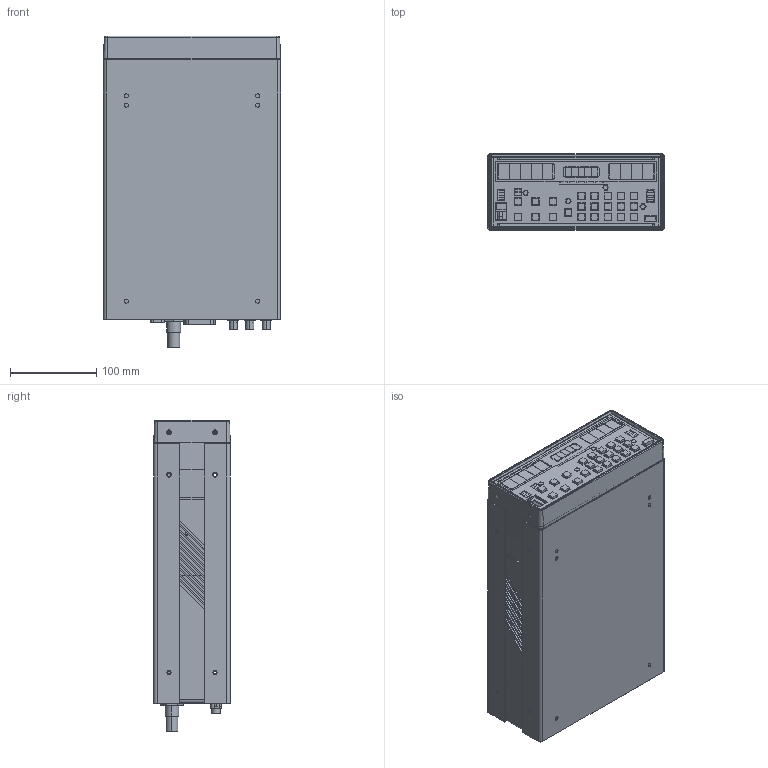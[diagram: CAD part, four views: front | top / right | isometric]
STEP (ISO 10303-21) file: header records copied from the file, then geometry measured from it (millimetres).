
FILE_DESCRIPTION((''),'2;1');
FILE_NAME('TOP_LEVEL_KEITHLEY_10KV_ASM','2024-12-12T12:09:57',('gaw'),(''),'CREO PARAMETRIC BY PTC INC, 2024133','CREO PARAMETRIC BY PTC INC, 2024133','');
FILE_SCHEMA(('CONFIG_CONTROL_DESIGN'));
Length unit declared in the file: inch
Products named in the file (50): 7-0XXXX-720_FRAME_FRONT_CHASSIS; CLSS-032-3; CLS-440-3; BSOS-6440-12; 7-0XXXX-720_FRAME_FRONT_CHASSIS_ASM; 7-02413-720_FRAME_REAR_CHASSIS; CLS-832-3; CLS-632-3; SOS-6440-20; 7-02413-720_FRAME_REAR_CHASSIS_ASM; 7-00259-720_BOTTOM_SKIN; 7-00260-720_TOP_SKIN; 7-00217-720_BEZEL; ADHESIVE_FRONT_PANEL_HVPS_; LEXAN_FRONT_PANEL_HVPS_; 7-01720-701_PCB_MOTHERBOARD_; CONNECTOR_HPIB; CONNECTOR_SAMTEC_FWJ-10-04-T-S; SWITCH_POWER_CG635; 1-00369-041_RS232_9PIN_FEMALE; CONNECTOR_3M_37203-1AE0-003PL; 7-01720-701_PCB_MOTHERBOARD__ASM; 7-01612-720_ENCLOSURE_PS; SOS-440-6; SOS_832-12; CLS-632-2; CLS-440-2; FHS-832-4; 7-01612-720_ENCLOSURE_PS_ASM; POWER_ENTRY_MODULE_6ESRM-3; 7-01585-701_PCB_POWER_SUPPLY; STANDOFF_SWAGE_2260-2; CONNECTOR_SAMTEC_FHP-10-01-T-S; TO2020-T03B; 7-01585-701_PCB_POWER_SUPPLY_ASM; FAN_40X40X20MM; 7-01613-720_COVER_POWER_SUPPLY; 7-01656-720_INSULATOR_PS_CG635; 0-01108-021_M3X4_PANHD; ASM_POWER_SUPPLY_CG635_ASM ...
Assembly tree (110 placements, depth 4):
  TOP_LEVEL_KEITHLEY_10KV_ASM
    7-0XXXX-720_FRAME_FRONT_CHASSIS_ASM
      7-0XXXX-720_FRAME_FRONT_CHASSIS
      CLSS-032-3  x4
      CLS-440-3  x4
      BSOS-6440-12  x4
    7-02413-720_FRAME_REAR_CHASSIS_ASM
      7-02413-720_FRAME_REAR_CHASSIS
      CLS-832-3  x4
      CLS-632-3  x4
      SOS-6440-20  x4
    7-00259-720_BOTTOM_SKIN
    7-00260-720_TOP_SKIN
    7-00217-720_BEZEL
    ADHESIVE_FRONT_PANEL_HVPS_
    LEXAN_FRONT_PANEL_HVPS_
    7-01720-701_PCB_MOTHERBOARD__ASM
      7-01720-701_PCB_MOTHERBOARD_
      CONNECTOR_HPIB
      CONNECTOR_SAMTEC_FWJ-10-04-T-S
      SWITCH_POWER_CG635
      1-00369-041_RS232_9PIN_FEMALE
      CONNECTOR_3M_37203-1AE0-003PL
    ASM_POWER_SUPPLY_CG635_ASM
      7-01612-720_ENCLOSURE_PS_ASM
        7-01612-720_ENCLOSURE_PS
        SOS-440-6  x2
        SOS_832-12  x3
        CLS-632-2  x4
        CLS-440-2  x2
        FHS-832-4
      POWER_ENTRY_MODULE_6ESRM-3
      7-01585-701_PCB_POWER_SUPPLY_ASM
        7-01585-701_PCB_POWER_SUPPLY
        STANDOFF_SWAGE_2260-2
        CONNECTOR_SAMTEC_FHP-10-01-T-S
        TO2020-T03B  x8
      FAN_40X40X20MM
      7-01613-720_COVER_POWER_SUPPLY
      7-01656-720_INSULATOR_PS_CG635
      0-01108-021_M3X4_PANHD  x2
    CONNECTOR_BNC_PANEL_MOUNT  x3
    NUT_BNC  x3
    7-01719-701_PCB_FRONT_PANEL_ASM
      7-01719-701_PCB_FRONT_PANEL
      ALPHANUMERIC_DISPLAY_7_SEGMENT  x5
      APLHANUMERIC_DISPLAY_LARGE_7  x9
      LED_RECTANGULAR  x13
    7-00162-740_RUBBER_KEYPAD_HVPS
    MODULE_DROP_IN_HV_PS
Bounding box: 205.17 x 88.7 x 360.86 mm (x, y, z)
Volume: 1647410.5 mm3; surface area: 1070544.7 mm2
Topology: 103 solids, 146 shells, 3964 faces, 9536 edges, 6257 vertices
Faces by surface type: plane 2125, cylinder 1645, cone 116, bspline 50, torus 20, sphere 8
Entity records: 90911 total; most frequent: CARTESIAN_POINT 21409, DIRECTION 14728, ORIENTED_EDGE 13497, EDGE_CURVE 6795, AXIS2_PLACEMENT_3D 5168, VERTEX_POINT 4427, VECTOR 4392, LINE 4392
